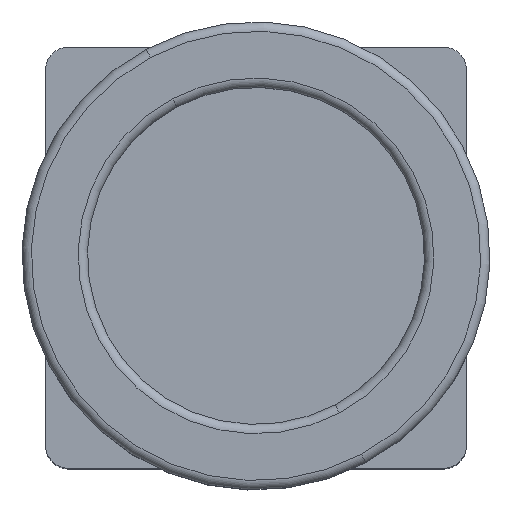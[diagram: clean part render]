
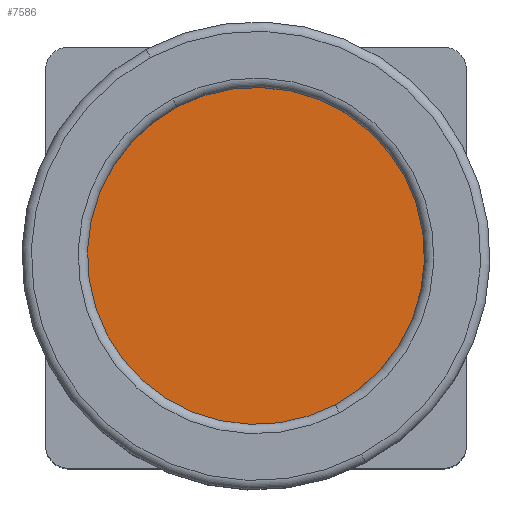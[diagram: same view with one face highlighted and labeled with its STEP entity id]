
A CAD part, top view. The second image highlights one B-rep face of the part: STEP entity #7586.
In plain terms, the highlighted planar face has unit normal (0, 0, 1).
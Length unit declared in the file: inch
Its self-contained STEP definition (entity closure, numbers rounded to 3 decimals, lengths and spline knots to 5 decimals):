
#63 = DIRECTION ( 'NONE',  ( 0., 0., 1. ) ) ;
#2326 = FACE_OUTER_BOUND ( 'NONE', #15213, .T. ) ;
#5425 = DIRECTION ( 'NONE',  ( 1., 0., 0. ) ) ;
#7586 = ADVANCED_FACE ( 'NONE', ( #2326 ), #19991, .T. ) ;
#9062 = DIRECTION ( 'NONE',  ( 1., 0., 0. ) ) ;
#12559 = VERTEX_POINT ( 'NONE', #32598 ) ;
#13654 = CARTESIAN_POINT ( 'NONE',  ( 0., 0., 0.1875 ) ) ;
#14061 = EDGE_CURVE ( 'NONE', #21791, #12559, #22857, .T. ) ;
#14242 = DIRECTION ( 'NONE',  ( 0., 0., 1. ) ) ;
#14912 = EDGE_CURVE ( 'NONE', #12559, #21791, #27280, .T. ) ;
#15213 = EDGE_LOOP ( 'NONE', ( #32976, #19678 ) ) ;
#17833 = AXIS2_PLACEMENT_3D ( 'NONE', #30487, #63, #9062 ) ;
#18273 = AXIS2_PLACEMENT_3D ( 'NONE', #37698, #26086, #31595 ) ;
#19678 = ORIENTED_EDGE ( 'NONE', *, *, #14061, .T. ) ;
#19991 = PLANE ( 'NONE',  #18273 ) ;
#21791 = VERTEX_POINT ( 'NONE', #26622 ) ;
#22857 = CIRCLE ( 'NONE', #31644, 1.04 ) ;
#26086 = DIRECTION ( 'NONE',  ( 0., 0., 1. ) ) ;
#26622 = CARTESIAN_POINT ( 'NONE',  ( 1.04, 0., 0.1875 ) ) ;
#27280 = CIRCLE ( 'NONE', #17833, 1.04 ) ;
#30487 = CARTESIAN_POINT ( 'NONE',  ( 0., 0., 0.1875 ) ) ;
#31595 = DIRECTION ( 'NONE',  ( 1., 0., 0. ) ) ;
#31644 = AXIS2_PLACEMENT_3D ( 'NONE', #13654, #14242, #5425 ) ;
#32598 = CARTESIAN_POINT ( 'NONE',  ( -1.04, 0., 0.1875 ) ) ;
#32976 = ORIENTED_EDGE ( 'NONE', *, *, #14912, .T. ) ;
#37698 = CARTESIAN_POINT ( 'NONE',  ( 0., 0., 0.1875 ) ) ;
